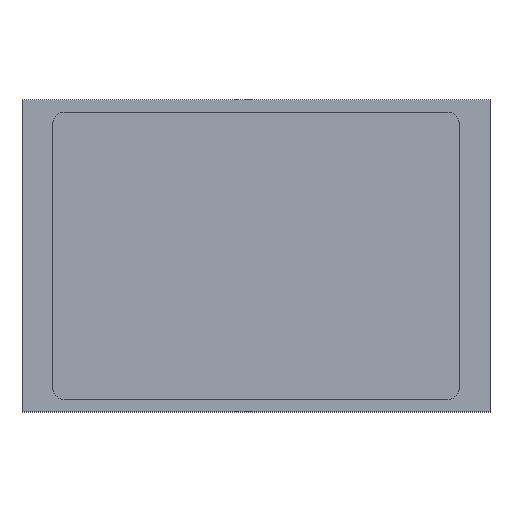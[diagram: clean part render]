
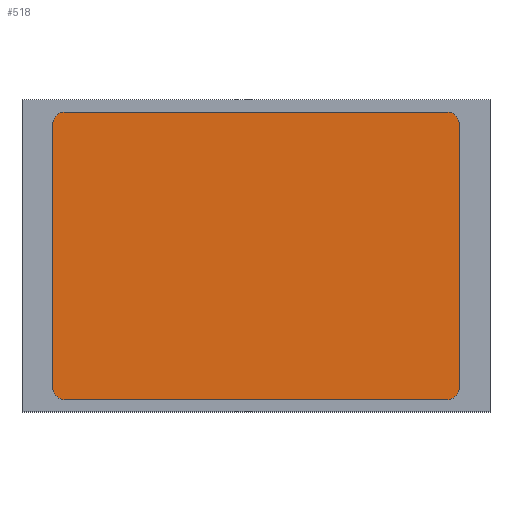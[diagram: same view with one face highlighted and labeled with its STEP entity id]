
A CAD part, top view. The second image highlights one B-rep face of the part: STEP entity #518.
In plain terms, the highlighted planar face has unit normal (0, 0, 1).
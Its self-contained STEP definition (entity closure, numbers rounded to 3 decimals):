
#55=LINE('',#842,#95);
#59=LINE('',#854,#99);
#63=LINE('',#866,#103);
#67=LINE('',#877,#107);
#95=VECTOR('',#697,42.7);
#99=VECTOR('',#709,62.);
#103=VECTOR('',#721,42.7);
#107=VECTOR('',#733,62.);
#135=PLANE('',#582);
#181=FACE_OUTER_BOUND('',#227,.T.);
#227=EDGE_LOOP('',(#464,#465,#466,#467,#468,#469,#470,#471));
#240=CIRCLE('',#566,2.);
#242=CIRCLE('',#570,2.);
#244=CIRCLE('',#574,2.);
#246=CIRCLE('',#578,2.);
#276=VERTEX_POINT('',#832);
#277=VERTEX_POINT('',#833);
#280=VERTEX_POINT('',#841);
#282=VERTEX_POINT('',#847);
#284=VERTEX_POINT('',#853);
#286=VERTEX_POINT('',#859);
#288=VERTEX_POINT('',#865);
#290=VERTEX_POINT('',#871);
#328=EDGE_CURVE('',#276,#277,#240,.T.);
#332=EDGE_CURVE('',#280,#276,#55,.T.);
#335=EDGE_CURVE('',#282,#280,#242,.T.);
#338=EDGE_CURVE('',#284,#282,#59,.T.);
#341=EDGE_CURVE('',#286,#284,#244,.T.);
#344=EDGE_CURVE('',#288,#286,#63,.T.);
#347=EDGE_CURVE('',#290,#288,#246,.T.);
#350=EDGE_CURVE('',#277,#290,#67,.T.);
#464=ORIENTED_EDGE('',*,*,#350,.F.);
#465=ORIENTED_EDGE('',*,*,#328,.F.);
#466=ORIENTED_EDGE('',*,*,#332,.F.);
#467=ORIENTED_EDGE('',*,*,#335,.F.);
#468=ORIENTED_EDGE('',*,*,#338,.F.);
#469=ORIENTED_EDGE('',*,*,#341,.F.);
#470=ORIENTED_EDGE('',*,*,#344,.F.);
#471=ORIENTED_EDGE('',*,*,#347,.F.);
#518=ADVANCED_FACE('',(#181),#135,.T.);
#566=AXIS2_PLACEMENT_3D('',#834,#689,#690);
#570=AXIS2_PLACEMENT_3D('',#848,#702,#703);
#574=AXIS2_PLACEMENT_3D('',#860,#714,#715);
#578=AXIS2_PLACEMENT_3D('',#872,#726,#727);
#582=AXIS2_PLACEMENT_3D('',#880,#737,#738);
#689=DIRECTION('center_axis',(0.,0.,-1.));
#690=DIRECTION('ref_axis',(1.,0.,0.));
#697=DIRECTION('',(0.,-1.,0.));
#702=DIRECTION('center_axis',(0.,0.,-1.));
#703=DIRECTION('ref_axis',(0.,1.,0.));
#709=DIRECTION('',(1.,0.,0.));
#714=DIRECTION('center_axis',(0.,0.,-1.));
#715=DIRECTION('ref_axis',(-1.,0.,0.));
#721=DIRECTION('',(0.,1.,0.));
#726=DIRECTION('center_axis',(0.,0.,-1.));
#727=DIRECTION('ref_axis',(0.,-1.,0.));
#733=DIRECTION('',(-1.,0.,0.));
#737=DIRECTION('center_axis',(0.,0.,1.));
#738=DIRECTION('ref_axis',(-1.,0.,0.));
#832=CARTESIAN_POINT('',(33.,-21.35,22.7));
#833=CARTESIAN_POINT('',(31.,-23.35,22.7));
#834=CARTESIAN_POINT('Origin',(31.,-21.35,22.7));
#841=CARTESIAN_POINT('',(33.,21.35,22.7));
#842=CARTESIAN_POINT('',(33.,21.35,22.7));
#847=CARTESIAN_POINT('',(31.,23.35,22.7));
#848=CARTESIAN_POINT('Origin',(31.,21.35,22.7));
#853=CARTESIAN_POINT('',(-31.,23.35,22.7));
#854=CARTESIAN_POINT('',(-31.,23.35,22.7));
#859=CARTESIAN_POINT('',(-33.,21.35,22.7));
#860=CARTESIAN_POINT('Origin',(-31.,21.35,22.7));
#865=CARTESIAN_POINT('',(-33.,-21.35,22.7));
#866=CARTESIAN_POINT('',(-33.,-21.35,22.7));
#871=CARTESIAN_POINT('',(-31.,-23.35,22.7));
#872=CARTESIAN_POINT('Origin',(-31.,-21.35,22.7));
#877=CARTESIAN_POINT('',(31.,-23.35,22.7));
#880=CARTESIAN_POINT('Origin',(0.,0.,
22.7));
